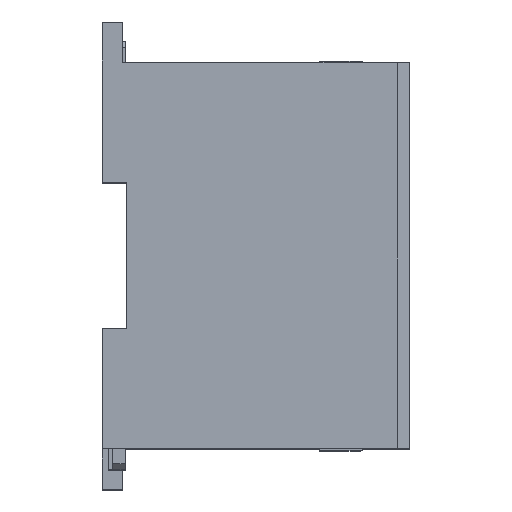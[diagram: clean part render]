
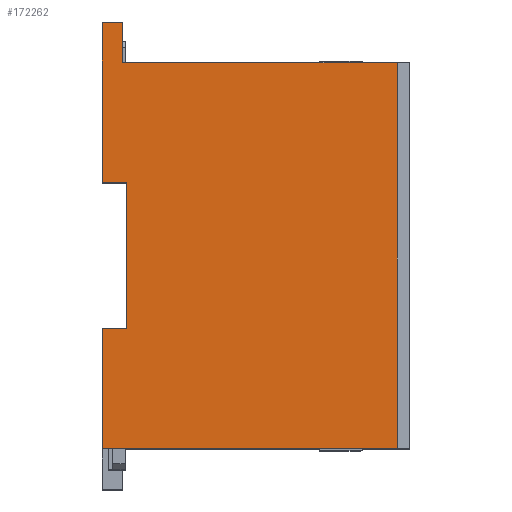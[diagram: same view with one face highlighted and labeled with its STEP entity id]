
A CAD part, top view. The second image highlights one B-rep face of the part: STEP entity #172262.
In plain terms, the highlighted planar face has unit normal (0, 0, 1).
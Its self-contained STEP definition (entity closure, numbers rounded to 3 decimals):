
#2142 = DIRECTION ( 'NONE',  ( -1., 0., 0. ) ) ;
#4404 = CARTESIAN_POINT ( 'NONE',  ( 0., 0., 0. ) ) ;
#6786 = LINE ( 'NONE', #205871, #64831 ) ;
#13342 = EDGE_CURVE ( 'NONE', #165110, #36099, #95259, .T. ) ;
#14429 = VECTOR ( 'NONE', #50326, 1000. ) ;
#15640 = EDGE_CURVE ( 'NONE', #125766, #72472, #181842, .T. ) ;
#18631 = EDGE_CURVE ( 'NONE', #92710, #207910, #199633, .T. ) ;
#26483 = CARTESIAN_POINT ( 'NONE',  ( 5., 94., 0. ) ) ;
#28774 = CARTESIAN_POINT ( 'NONE',  ( 72., 94., 0. ) ) ;
#34855 = EDGE_CURVE ( 'NONE', #72472, #134960, #48835, .T. ) ;
#36099 = VERTEX_POINT ( 'NONE', #66986 ) ;
#37037 = VERTEX_POINT ( 'NONE', #97718 ) ;
#39459 = VECTOR ( 'NONE', #152782, 1000. ) ;
#44458 = DIRECTION ( 'NONE',  ( 1., 0., 0. ) ) ;
#47453 = DIRECTION ( 'NONE',  ( 1., 0., 0. ) ) ;
#48120 = DIRECTION ( 'NONE',  ( 0., -1., 0. ) ) ;
#48835 = LINE ( 'NONE', #164762, #71580 ) ;
#49944 = CARTESIAN_POINT ( 'NONE',  ( 5., 103.8, 0. ) ) ;
#50326 = DIRECTION ( 'NONE',  ( -1., 0., 0. ) ) ;
#50515 = PLANE ( 'NONE',  #118509 ) ;
#51665 = DIRECTION ( 'NONE',  ( 0., -1., 0. ) ) ;
#64831 = VECTOR ( 'NONE', #48120, 1000. ) ;
#65666 = FACE_OUTER_BOUND ( 'NONE', #179362, .T. ) ;
#65795 = DIRECTION ( 'NONE',  ( 0., -1., 0. ) ) ;
#66986 = CARTESIAN_POINT ( 'NONE',  ( 0., 103.8, 0. ) ) ;
#68169 = DIRECTION ( 'NONE',  ( 0., 0., -1. ) ) ;
#71580 = VECTOR ( 'NONE', #2142, 1000. ) ;
#72034 = VECTOR ( 'NONE', #51665, 1000. ) ;
#72472 = VERTEX_POINT ( 'NONE', #173553 ) ;
#77955 = VERTEX_POINT ( 'NONE', #28774 ) ;
#80891 = ORIENTED_EDGE ( 'NONE', *, *, #13342, .T. ) ;
#81357 = CARTESIAN_POINT ( 'NONE',  ( 6., 29.3, 0. ) ) ;
#82111 = CARTESIAN_POINT ( 'NONE',  ( 0., 103.8, 0. ) ) ;
#84495 = ORIENTED_EDGE ( 'NONE', *, *, #107171, .T. ) ;
#86131 = EDGE_CURVE ( 'NONE', #77955, #37037, #125589, .T. ) ;
#92710 = VERTEX_POINT ( 'NONE', #181989 ) ;
#94416 = CARTESIAN_POINT ( 'NONE',  ( 72., 94., 0. ) ) ;
#95259 = LINE ( 'NONE', #82111, #14429 ) ;
#97718 = CARTESIAN_POINT ( 'NONE',  ( 5., 94., 0. ) ) ;
#99775 = EDGE_CURVE ( 'NONE', #134960, #92710, #150487, .T. ) ;
#100626 = EDGE_CURVE ( 'NONE', #207910, #77955, #162985, .T. ) ;
#101847 = VERTEX_POINT ( 'NONE', #131902 ) ;
#103184 = CARTESIAN_POINT ( 'NONE',  ( 0., 94., 0. ) ) ;
#106312 = CARTESIAN_POINT ( 'NONE',  ( 6., 64.8, 0. ) ) ;
#107171 = EDGE_CURVE ( 'NONE', #101847, #125766, #169920, .T. ) ;
#108218 = VECTOR ( 'NONE', #139703, 1000. ) ;
#108942 = CARTESIAN_POINT ( 'NONE',  ( 0., 29.3, 0. ) ) ;
#111887 = CARTESIAN_POINT ( 'NONE',  ( 6., 64.8, 0. ) ) ;
#113971 = ORIENTED_EDGE ( 'NONE', *, *, #86131, .T. ) ;
#115617 = CARTESIAN_POINT ( 'NONE',  ( 75., 0., 0. ) ) ;
#118509 = AXIS2_PLACEMENT_3D ( 'NONE', #115617, #68169, #196900 ) ;
#119545 = ORIENTED_EDGE ( 'NONE', *, *, #142044, .T. ) ;
#125589 = LINE ( 'NONE', #103184, #39459 ) ;
#125766 = VERTEX_POINT ( 'NONE', #106312 ) ;
#128626 = CARTESIAN_POINT ( 'NONE',  ( 72., 0., 0. ) ) ;
#129770 = ORIENTED_EDGE ( 'NONE', *, *, #99775, .T. ) ;
#130594 = ORIENTED_EDGE ( 'NONE', *, *, #34855, .T. ) ;
#131902 = CARTESIAN_POINT ( 'NONE',  ( 0., 64.8, 0. ) ) ;
#134695 = ORIENTED_EDGE ( 'NONE', *, *, #162912, .T. ) ;
#134960 = VERTEX_POINT ( 'NONE', #108942 ) ;
#139703 = DIRECTION ( 'NONE',  ( 0., 1., 0. ) ) ;
#141807 = ORIENTED_EDGE ( 'NONE', *, *, #100626, .T. ) ;
#142044 = EDGE_CURVE ( 'NONE', #36099, #101847, #6786, .T. ) ;
#147153 = VECTOR ( 'NONE', #47453, 1000. ) ;
#150487 = LINE ( 'NONE', #4404, #72034 ) ;
#152782 = DIRECTION ( 'NONE',  ( -1., 0., 0. ) ) ;
#153948 = LINE ( 'NONE', #26483, #108218 ) ;
#154168 = ORIENTED_EDGE ( 'NONE', *, *, #15640, .T. ) ;
#156352 = CARTESIAN_POINT ( 'NONE',  ( 0., 0., 0. ) ) ;
#161654 = ORIENTED_EDGE ( 'NONE', *, *, #18631, .T. ) ;
#162912 = EDGE_CURVE ( 'NONE', #37037, #165110, #153948, .T. ) ;
#162985 = LINE ( 'NONE', #94416, #200869 ) ;
#164762 = CARTESIAN_POINT ( 'NONE',  ( 0., 29.3, 0. ) ) ;
#165110 = VERTEX_POINT ( 'NONE', #49944 ) ;
#169249 = VECTOR ( 'NONE', #44458, 1000. ) ;
#169920 = LINE ( 'NONE', #111887, #147153 ) ;
#172262 = ADVANCED_FACE ( 'NONE', ( #65666 ), #50515, .F. ) ;
#173553 = CARTESIAN_POINT ( 'NONE',  ( 6., 29.3, 0. ) ) ;
#179362 = EDGE_LOOP ( 'NONE', ( #161654, #141807, #113971, #134695, #80891, #119545, #84495, #154168, #130594, #129770 ) ) ;
#181842 = LINE ( 'NONE', #81357, #189507 ) ;
#181989 = CARTESIAN_POINT ( 'NONE',  ( 0., 0., 0. ) ) ;
#189507 = VECTOR ( 'NONE', #65795, 1000. ) ;
#191336 = DIRECTION ( 'NONE',  ( 0., 1., 0. ) ) ;
#196900 = DIRECTION ( 'NONE',  ( -1., 0., 0. ) ) ;
#199633 = LINE ( 'NONE', #156352, #169249 ) ;
#200869 = VECTOR ( 'NONE', #191336, 1000. ) ;
#205871 = CARTESIAN_POINT ( 'NONE',  ( 0., 64.8, 0. ) ) ;
#207910 = VERTEX_POINT ( 'NONE', #128626 ) ;
